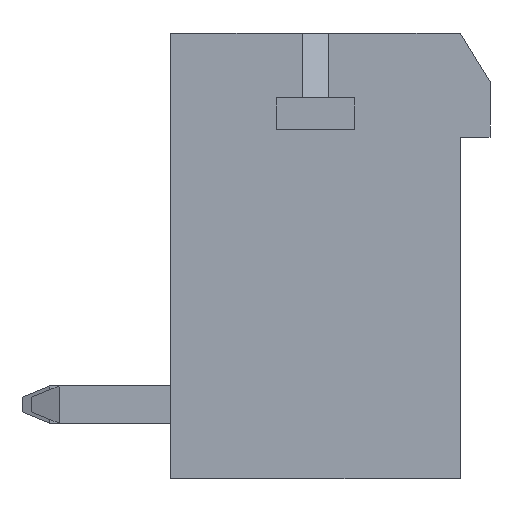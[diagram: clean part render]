
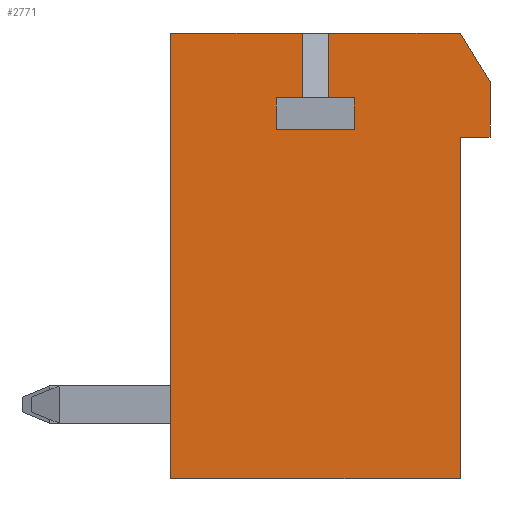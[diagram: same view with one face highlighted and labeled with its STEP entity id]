
A CAD part, left-side view. The second image highlights one B-rep face of the part: STEP entity #2771.
In plain terms, the highlighted planar face has unit normal (-1, 0, 0).
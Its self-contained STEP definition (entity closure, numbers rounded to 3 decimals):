
#71=ORIENTED_EDGE('',*,*,#879,.T.);
#72=ORIENTED_EDGE('',*,*,#880,.T.);
#73=ORIENTED_EDGE('',*,*,#881,.T.);
#74=ORIENTED_EDGE('',*,*,#882,.T.);
#75=ORIENTED_EDGE('',*,*,#883,.T.);
#76=ORIENTED_EDGE('',*,*,#884,.T.);
#77=ORIENTED_EDGE('',*,*,#885,.T.);
#78=ORIENTED_EDGE('',*,*,#886,.T.);
#79=ORIENTED_EDGE('',*,*,#887,.T.);
#80=ORIENTED_EDGE('',*,*,#888,.T.);
#81=ORIENTED_EDGE('',*,*,#889,.T.);
#82=ORIENTED_EDGE('',*,*,#890,.T.);
#83=ORIENTED_EDGE('',*,*,#891,.T.);
#84=ORIENTED_EDGE('',*,*,#892,.T.);
#85=ORIENTED_EDGE('',*,*,#893,.T.);
#879=EDGE_CURVE('',#1283,#1284,#1548,.T.);
#880=EDGE_CURVE('',#1284,#1285,#1549,.T.);
#881=EDGE_CURVE('',#1285,#1286,#1550,.T.);
#882=EDGE_CURVE('',#1286,#1287,#1551,.T.);
#883=EDGE_CURVE('',#1287,#1288,#1552,.T.);
#884=EDGE_CURVE('',#1288,#1289,#1553,.T.);
#885=EDGE_CURVE('',#1289,#1290,#1554,.T.);
#886=EDGE_CURVE('',#1290,#1291,#1555,.T.);
#887=EDGE_CURVE('',#1291,#1292,#1556,.T.);
#888=EDGE_CURVE('',#1292,#1293,#1557,.T.);
#889=EDGE_CURVE('',#1293,#1294,#1558,.T.);
#890=EDGE_CURVE('',#1294,#1295,#1559,.T.);
#891=EDGE_CURVE('',#1295,#1296,#1560,.T.);
#892=EDGE_CURVE('',#1296,#1297,#1561,.T.);
#893=EDGE_CURVE('',#1297,#1283,#1562,.T.);
#1283=VERTEX_POINT('',#3861);
#1284=VERTEX_POINT('',#3862);
#1285=VERTEX_POINT('',#3864);
#1286=VERTEX_POINT('',#3866);
#1287=VERTEX_POINT('',#3868);
#1288=VERTEX_POINT('',#3870);
#1289=VERTEX_POINT('',#3872);
#1290=VERTEX_POINT('',#3874);
#1291=VERTEX_POINT('',#3876);
#1292=VERTEX_POINT('',#3878);
#1293=VERTEX_POINT('',#3880);
#1294=VERTEX_POINT('',#3882);
#1295=VERTEX_POINT('',#3884);
#1296=VERTEX_POINT('',#3886);
#1297=VERTEX_POINT('',#3888);
#1548=LINE('',#3860,#1929);
#1549=LINE('',#3863,#1930);
#1550=LINE('',#3865,#1931);
#1551=LINE('',#3867,#1932);
#1552=LINE('',#3869,#1933);
#1553=LINE('',#3871,#1934);
#1554=LINE('',#3873,#1935);
#1555=LINE('',#3875,#1936);
#1556=LINE('',#3877,#1937);
#1557=LINE('',#3879,#1938);
#1558=LINE('',#3881,#1939);
#1559=LINE('',#3883,#1940);
#1560=LINE('',#3885,#1941);
#1561=LINE('',#3887,#1942);
#1562=LINE('',#3889,#1943);
#1929=VECTOR('',#3127,1000.);
#1930=VECTOR('',#3128,1000.);
#1931=VECTOR('',#3129,1000.);
#1932=VECTOR('',#3130,1000.);
#1933=VECTOR('',#3131,1000.);
#1934=VECTOR('',#3132,1000.);
#1935=VECTOR('',#3133,1000.);
#1936=VECTOR('',#3134,1000.);
#1937=VECTOR('',#3135,1000.);
#1938=VECTOR('',#3136,1000.);
#1939=VECTOR('',#3137,1000.);
#1940=VECTOR('',#3138,1000.);
#1941=VECTOR('',#3139,1000.);
#1942=VECTOR('',#3140,1000.);
#1943=VECTOR('',#3141,1000.);
#2310=EDGE_LOOP('',(#71,#72,#73,#74,#75,#76,#77,#78,#79,#80,#81,#82,#83,
#84,#85));
#2471=FACE_BOUND('',#2310,.T.);
#2632=PLANE('',#2947);
#2771=ADVANCED_FACE('',(#2471),#2632,.T.);
#2947=AXIS2_PLACEMENT_3D('',#3859,#3125,#3126);
#3125=DIRECTION('',(-1.,0.,0.));
#3126=DIRECTION('',(0.,0.,1.));
#3127=DIRECTION('',(0.,1.,0.));
#3128=DIRECTION('',(0.,0.,-1.));
#3129=DIRECTION('',(0.,-1.,0.));
#3130=DIRECTION('',(0.,0.,-1.));
#3131=DIRECTION('',(0.,1.,0.));
#3132=DIRECTION('',(0.,0.,1.));
#3133=DIRECTION('',(0.,-1.,0.));
#3134=DIRECTION('',(0.,0.,1.));
#3135=DIRECTION('',(0.,1.,0.));
#3136=DIRECTION('',(0.,0.,-1.));
#3137=DIRECTION('',(0.,-1.,0.));
#3138=DIRECTION('',(0.,0.,1.));
#3139=DIRECTION('',(0.,-1.,0.));
#3140=DIRECTION('',(0.,0.,1.));
#3141=DIRECTION('',(0.,0.524,0.852));
#3859=CARTESIAN_POINT('',(-8.62,0.,0.));
#3860=CARTESIAN_POINT('',(-8.62,-3.9,6.));
#3861=CARTESIAN_POINT('',(-8.62,-3.9,6.));
#3862=CARTESIAN_POINT('',(-8.62,-0.35,6.));
#3863=CARTESIAN_POINT('',(-8.62,-0.35,6.));
#3864=CARTESIAN_POINT('',(-8.62,-0.35,4.26));
#3865=CARTESIAN_POINT('',(-8.62,-0.35,4.26));
#3866=CARTESIAN_POINT('',(-8.62,-1.051,4.26));
#3867=CARTESIAN_POINT('',(-8.62,-1.051,4.26));
#3868=CARTESIAN_POINT('',(-8.62,-1.051,3.4));
#3869=CARTESIAN_POINT('',(-8.62,-1.051,3.4));
#3870=CARTESIAN_POINT('',(-8.62,1.051,3.4));
#3871=CARTESIAN_POINT('',(-8.62,1.051,3.4));
#3872=CARTESIAN_POINT('',(-8.62,1.051,4.26));
#3873=CARTESIAN_POINT('',(-8.62,1.051,4.26));
#3874=CARTESIAN_POINT('',(-8.62,0.35,4.26));
#3875=CARTESIAN_POINT('',(-8.62,0.35,4.26));
#3876=CARTESIAN_POINT('',(-8.62,0.35,6.));
#3877=CARTESIAN_POINT('',(-8.62,-3.9,6.));
#3878=CARTESIAN_POINT('',(-8.62,3.9,6.));
#3879=CARTESIAN_POINT('',(-8.62,3.9,6.));
#3880=CARTESIAN_POINT('',(-8.62,3.9,-6.));
#3881=CARTESIAN_POINT('',(-8.62,3.9,-6.));
#3882=CARTESIAN_POINT('',(-8.62,-3.9,-6.));
#3883=CARTESIAN_POINT('',(-8.62,-3.9,-6.));
#3884=CARTESIAN_POINT('',(-8.62,-3.9,3.2));
#3885=CARTESIAN_POINT('',(-8.62,-3.9,3.2));
#3886=CARTESIAN_POINT('',(-8.62,-4.7,3.2));
#3887=CARTESIAN_POINT('',(-8.62,-4.7,3.2));
#3888=CARTESIAN_POINT('',(-8.62,-4.7,4.7));
#3889=CARTESIAN_POINT('',(-8.62,-4.7,4.7));
